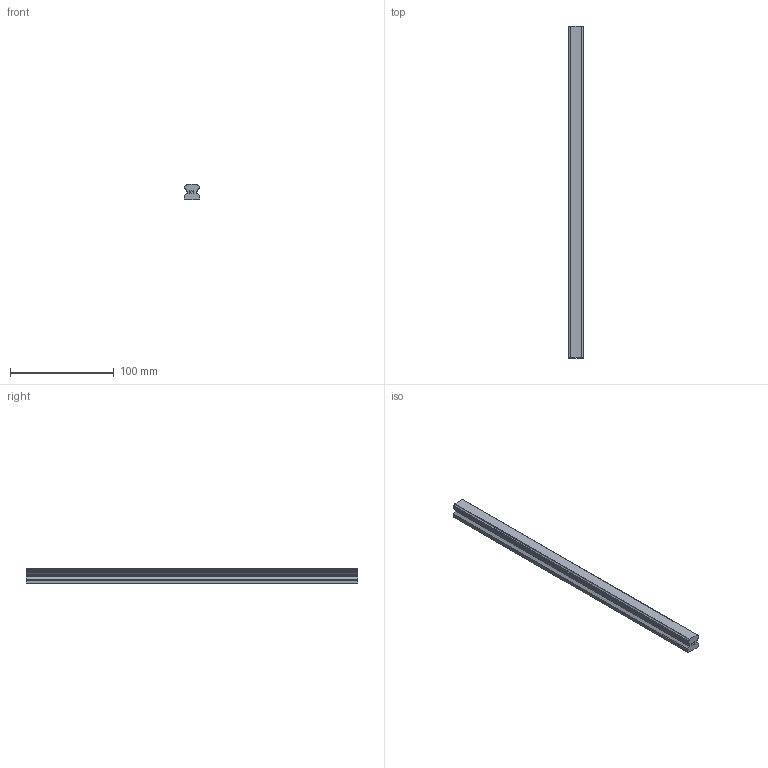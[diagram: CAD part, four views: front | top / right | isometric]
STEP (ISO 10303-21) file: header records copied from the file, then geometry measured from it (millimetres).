
FILE_DESCRIPTION(('STEP AP214'),'1');
FILE_NAME('cctmp_9AEBE44C-EF5F-4316-BD81-E3F7292885CA_2021_01_19_09_58_18_0212..stp','2021-01-19T08:58:18',('HIWIN GmbH'),('CADClick - www.CADClick.com'),'Spatial InterOp 3D',' ','unknown authorization');
FILE_SCHEMA(('AUTOMOTIVE_DESIGN'));
Length unit declared in the file: millimetre
Products named in the file (1): HGR15T320C_FILE
Bounding box: 15 x 320 x 15 mm (x, y, z)
Volume: 59982.9 mm3; surface area: 20715.9 mm2
Topology: 1 solids, 1 shells, 139 faces, 387 edges, 248 vertices
Faces by surface type: plane 89, cylinder 38, cone 12
Entity records: 5473 total; most frequent: CARTESIAN_POINT 763, ORIENTED_EDGE 750, DIRECTION 731, EDGE_CURVE 375, LINE 299, VECTOR 299, VERTEX_POINT 248, AXIS2_PLACEMENT_3D 216
